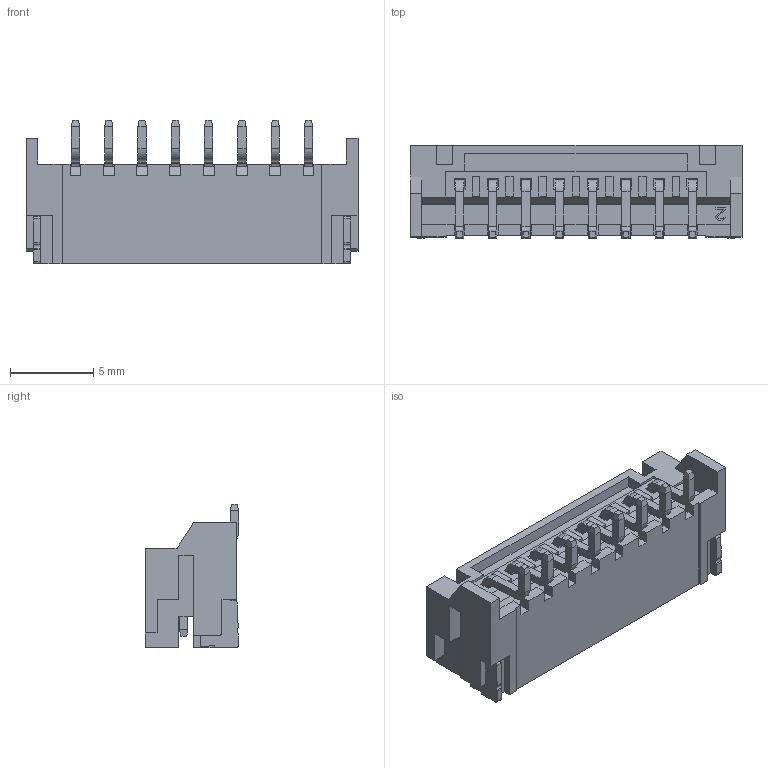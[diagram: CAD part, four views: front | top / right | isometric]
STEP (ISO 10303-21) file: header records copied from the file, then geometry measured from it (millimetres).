
FILE_DESCRIPTION((''),'2;1');
FILE_NAME('200-WTB-F-RA-SMT-CONN-8P','2019-08-28T',('Administrator'),(''),'PRO/ENGINEER BY PARAMETRIC TECHNOLOGY CORPORATION, 2009440','PRO/ENGINEER BY PARAMETRIC TECHNOLOGY CORPORATION, 2009440','');
FILE_SCHEMA(('CONFIG_CONTROL_DESIGN'));
Length unit declared in the file: millimetre
Products named in the file (1): 200-WTB-F-RA-SMT-CONN-8P
Bounding box: 19.95 x 5.6 x 8.65 mm (x, y, z)
Volume: 281.9 mm3; surface area: 1007.8 mm2
Topology: 1 solids, 1 shells, 641 faces, 1783 edges, 1148 vertices
Faces by surface type: plane 550, cylinder 91
Entity records: 20189 total; most frequent: CARTESIAN_POINT 3572, ORIENTED_EDGE 3566, DIRECTION 3247, EDGE_CURVE 1783, VECTOR 1601, LINE 1601, VERTEX_POINT 1148, AXIS2_PLACEMENT_3D 823
